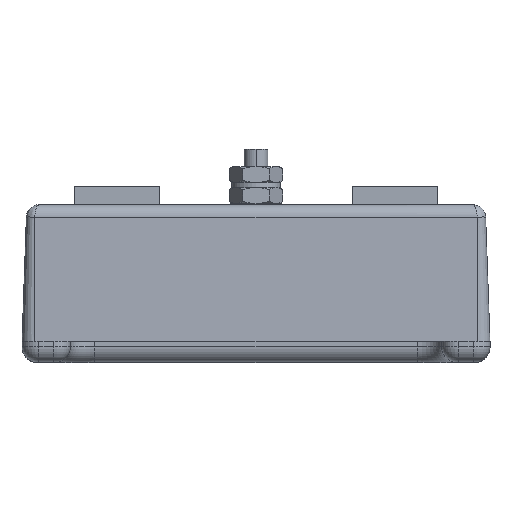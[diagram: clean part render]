
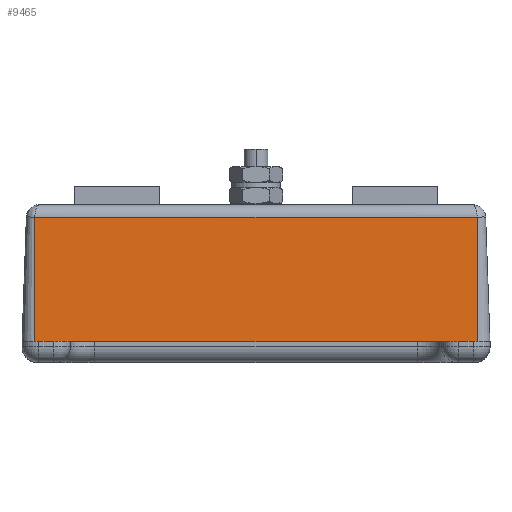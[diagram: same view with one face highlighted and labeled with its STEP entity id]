
A CAD part, top view. The second image highlights one B-rep face of the part: STEP entity #9465.
In plain terms, the highlighted planar face has unit normal (0, 0.035, 0.999).
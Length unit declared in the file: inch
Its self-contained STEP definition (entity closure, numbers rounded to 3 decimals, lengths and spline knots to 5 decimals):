
#200 = CARTESIAN_POINT ( 'NONE',  ( -1.715, 0., 0.755 ) ) ;
#299 = CARTESIAN_POINT ( 'NONE',  ( 1.715, 0., 0.755 ) ) ;
#1416 = DIRECTION ( 'NONE',  ( 0., -0.999, 0.035 ) ) ;
#2095 = VERTEX_POINT ( 'NONE', #17309 ) ;
#3592 = VECTOR ( 'NONE', #1416, 39.37008 ) ;
#3934 = CARTESIAN_POINT ( 'NONE',  ( -1.715, 0., 0.755 ) ) ;
#4270 = EDGE_CURVE ( 'NONE', #2095, #14844, #12965, .T. ) ;
#4847 = LINE ( 'NONE', #14038, #3592 ) ;
#4970 = ORIENTED_EDGE ( 'NONE', *, *, #10958, .T. ) ;
#5024 = PLANE ( 'NONE',  #16069 ) ;
#5626 = DIRECTION ( 'NONE',  ( 1., 0., 0. ) ) ;
#6269 = DIRECTION ( 'NONE',  ( -1., 0., 0. ) ) ;
#6637 = DIRECTION ( 'NONE',  ( 0., -0.999, 0.035 ) ) ;
#7664 = ORIENTED_EDGE ( 'NONE', *, *, #11277, .T. ) ;
#8998 = VECTOR ( 'NONE', #6269, 39.37008 ) ;
#9380 = VECTOR ( 'NONE', #5626, 39.37008 ) ;
#9465 = ADVANCED_FACE ( 'NONE', ( #9878 ), #5024, .T. ) ;
#9878 = FACE_OUTER_BOUND ( 'NONE', #15055, .T. ) ;
#10515 = VERTEX_POINT ( 'NONE', #18479 ) ;
#10958 = EDGE_CURVE ( 'NONE', #10515, #14844, #14309, .T. ) ;
#11277 = EDGE_CURVE ( 'NONE', #19685, #10515, #4847, .T. ) ;
#12505 = CARTESIAN_POINT ( 'NONE',  ( -1.715, 0.96549, 0.72128 ) ) ;
#12618 = EDGE_CURVE ( 'NONE', #2095, #19685, #14947, .T. ) ;
#12651 = ORIENTED_EDGE ( 'NONE', *, *, #4270, .F. ) ;
#12965 = LINE ( 'NONE', #20438, #20452 ) ;
#14038 = CARTESIAN_POINT ( 'NONE',  ( -1.715, 0., 0.755 ) ) ;
#14309 = LINE ( 'NONE', #3934, #9380 ) ;
#14844 = VERTEX_POINT ( 'NONE', #299 ) ;
#14947 = LINE ( 'NONE', #12505, #8998 ) ;
#15055 = EDGE_LOOP ( 'NONE', ( #12651, #17267, #7664, #4970 ) ) ;
#15432 = DIRECTION ( 'NONE',  ( 0., -0.999, 0.035 ) ) ;
#16069 = AXIS2_PLACEMENT_3D ( 'NONE', #200, #16165, #6637 ) ;
#16165 = DIRECTION ( 'NONE',  ( 0., 0.035, 0.999 ) ) ;
#17267 = ORIENTED_EDGE ( 'NONE', *, *, #12618, .T. ) ;
#17309 = CARTESIAN_POINT ( 'NONE',  ( 1.715, 0.96549, 0.72128 ) ) ;
#18479 = CARTESIAN_POINT ( 'NONE',  ( -1.715, 0., 0.755 ) ) ;
#19281 = CARTESIAN_POINT ( 'NONE',  ( -1.715, 0.96549, 0.72128 ) ) ;
#19685 = VERTEX_POINT ( 'NONE', #19281 ) ;
#20438 = CARTESIAN_POINT ( 'NONE',  ( 1.715, 0., 0.755 ) ) ;
#20452 = VECTOR ( 'NONE', #15432, 39.37008 ) ;
